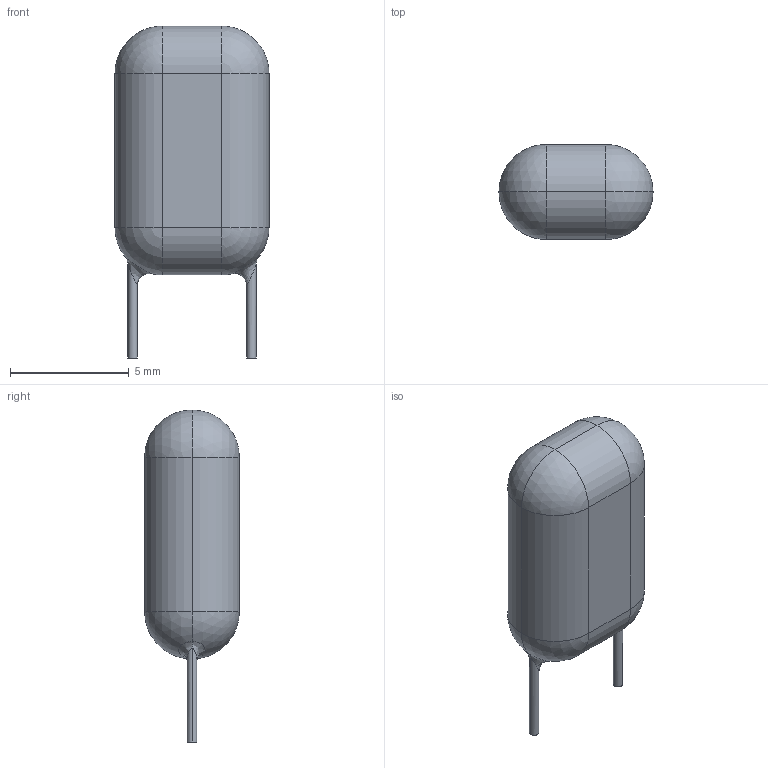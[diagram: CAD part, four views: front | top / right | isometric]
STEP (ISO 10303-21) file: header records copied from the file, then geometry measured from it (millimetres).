
FILE_DESCRIPTION (( 'STEP AP214' ), '1' );
FILE_NAME ('CAP-TH_L6.5-W4.0-H10.5-P5.0.step', '2022-07-01T09:03:56', ( '' ), ( '' ), 'SwSTEP 2.0', 'SolidWorks 2020', '' );
FILE_SCHEMA (( 'AUTOMOTIVE_DESIGN' ));
Length unit declared in the file: millimetre
Products named in the file (1): CAP-TH_L6.5-W4.0-H10.5-P5.0
Bounding box: 6.5 x 4 x 14 mm (x, y, z)
Volume: 212.8 mm3; surface area: 205.5 mm2
Topology: 1 solids, 1 shells, 252 faces, 677 edges, 438 vertices
Faces by surface type: plane 130, bspline 102, cylinder 12, sphere 8
Entity records: 11313 total; most frequent: CARTESIAN_POINT 2942, ORIENTED_EDGE 1338, DIRECTION 793, EDGE_CURVE 669, VERTEX_POINT 438, VECTOR 431, LINE 431, EDGE_LOOP 271
